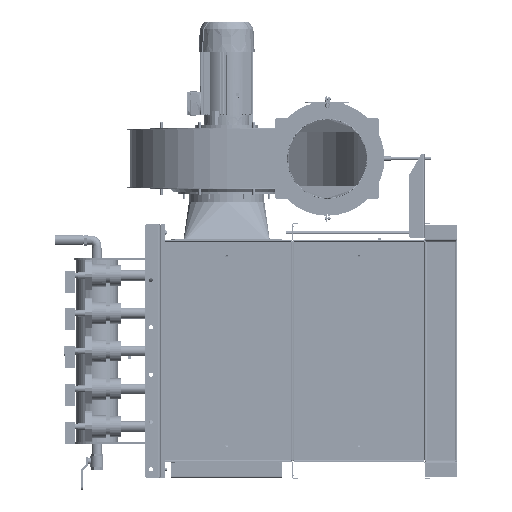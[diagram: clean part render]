
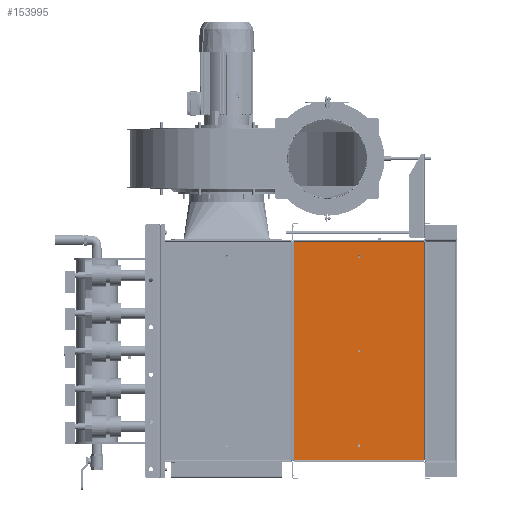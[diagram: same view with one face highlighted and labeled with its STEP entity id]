
A CAD part, left-side view. The second image highlights one B-rep face of the part: STEP entity #153995.
In plain terms, the highlighted face is planar.
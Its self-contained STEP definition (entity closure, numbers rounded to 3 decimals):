
#1402 = ORIENTED_EDGE ( 'NONE', *, *, #22561, .T. ) ;
#1802 = CARTESIAN_POINT ( 'NONE',  ( 0., 0., -4.5 ) ) ;
#3020 = ORIENTED_EDGE ( 'NONE', *, *, #21319, .T. ) ;
#4050 = DIRECTION ( 'NONE',  ( 0., -1., 0. ) ) ;
#4954 = ORIENTED_EDGE ( 'NONE', *, *, #135720, .F. ) ;
#6877 = ORIENTED_EDGE ( 'NONE', *, *, #130502, .T. ) ;
#8489 = VERTEX_POINT ( 'NONE', #150267 ) ;
#13015 = EDGE_CURVE ( 'NONE', #99237, #114843, #89368, .T. ) ;
#16316 = VECTOR ( 'NONE', #61947, 1000. ) ;
#16755 = DIRECTION ( 'NONE',  ( 0., 0., 1. ) ) ;
#17159 = CARTESIAN_POINT ( 'NONE',  ( 0., 0., 0. ) ) ;
#19206 = CIRCLE ( 'NONE', #27676, 4.5 ) ;
#19763 = CARTESIAN_POINT ( 'NONE',  ( 0., 210., -350. ) ) ;
#20198 = VERTEX_POINT ( 'NONE', #118129 ) ;
#21124 = AXIS2_PLACEMENT_3D ( 'NONE', #19763, #89571, #116922 ) ;
#21319 = EDGE_CURVE ( 'NONE', #8489, #106482, #58148, .T. ) ;
#22561 = EDGE_CURVE ( 'NONE', #138648, #138765, #111946, .T. ) ;
#26936 = VECTOR ( 'NONE', #16755, 1000. ) ;
#27676 = AXIS2_PLACEMENT_3D ( 'NONE', #60541, #72049, #4050 ) ;
#28446 = ORIENTED_EDGE ( 'NONE', *, *, #13015, .F. ) ;
#32924 = VERTEX_POINT ( 'NONE', #174050 ) ;
#33501 = CARTESIAN_POINT ( 'NONE',  ( 0., -205.6, -345.6 ) ) ;
#33755 = VERTEX_POINT ( 'NONE', #95836 ) ;
#34240 = DIRECTION ( 'NONE',  ( 0., 0., -1. ) ) ;
#35122 = VECTOR ( 'NONE', #34240, 1000. ) ;
#42414 = DIRECTION ( 'NONE',  ( 0., -1., 0. ) ) ;
#44190 = EDGE_CURVE ( 'NONE', #20198, #33755, #49475, .T. ) ;
#45636 = CARTESIAN_POINT ( 'NONE',  ( 0., 205.6, 345.6 ) ) ;
#47177 = PLANE ( 'NONE',  #21124 ) ;
#48894 = FACE_BOUND ( 'NONE', #83007, .T. ) ;
#49475 = LINE ( 'NONE', #118344, #98715 ) ;
#52205 = ORIENTED_EDGE ( 'NONE', *, *, #79109, .T. ) ;
#52352 = EDGE_LOOP ( 'NONE', ( #6877, #52205 ) ) ;
#55450 = CIRCLE ( 'NONE', #100544, 4.5 ) ;
#55481 = CARTESIAN_POINT ( 'NONE',  ( 0., -205.6, 345.6 ) ) ;
#55709 = CARTESIAN_POINT ( 'NONE',  ( 0., 0., 300. ) ) ;
#58148 = CIRCLE ( 'NONE', #139844, 4.5 ) ;
#60541 = CARTESIAN_POINT ( 'NONE',  ( 0., 0., -300. ) ) ;
#60594 = CARTESIAN_POINT ( 'NONE',  ( 0., 0., 295.5 ) ) ;
#61947 = DIRECTION ( 'NONE',  ( 0., 1., 0. ) ) ;
#66499 = CARTESIAN_POINT ( 'NONE',  ( 0., 0., 300. ) ) ;
#72049 = DIRECTION ( 'NONE',  ( -1., 0., 0. ) ) ;
#72384 = LINE ( 'NONE', #33501, #26936 ) ;
#73555 = AXIS2_PLACEMENT_3D ( 'NONE', #127411, #140674, #155645 ) ;
#73613 = DIRECTION ( 'NONE',  ( -1., 0., 0. ) ) ;
#73974 = LINE ( 'NONE', #118738, #35122 ) ;
#76482 = CARTESIAN_POINT ( 'NONE',  ( 0., 0., -295.5 ) ) ;
#77252 = EDGE_CURVE ( 'NONE', #138765, #138648, #85738, .T. ) ;
#79109 = EDGE_CURVE ( 'NONE', #32924, #102345, #19206, .T. ) ;
#79691 = DIRECTION ( 'NONE',  ( -1., 0., 0. ) ) ;
#80582 = DIRECTION ( 'NONE',  ( 0., -1., 0. ) ) ;
#83007 = EDGE_LOOP ( 'NONE', ( #1402, #109927 ) ) ;
#85738 = CIRCLE ( 'NONE', #156367, 4.5 ) ;
#89368 = LINE ( 'NONE', #91070, #16316 ) ;
#89571 = DIRECTION ( 'NONE',  ( -1., 0., 0. ) ) ;
#91070 = CARTESIAN_POINT ( 'NONE',  ( 0., -210., 345.6 ) ) ;
#92961 = CARTESIAN_POINT ( 'NONE',  ( 0., 0., 0. ) ) ;
#95836 = CARTESIAN_POINT ( 'NONE',  ( 0., -205.6, -345.6 ) ) ;
#98715 = VECTOR ( 'NONE', #143972, 1000. ) ;
#99237 = VERTEX_POINT ( 'NONE', #55481 ) ;
#100105 = DIRECTION ( 'NONE',  ( 0., -1., 0. ) ) ;
#100544 = AXIS2_PLACEMENT_3D ( 'NONE', #17159, #73613, #100105 ) ;
#102345 = VERTEX_POINT ( 'NONE', #76482 ) ;
#106482 = VERTEX_POINT ( 'NONE', #1802 ) ;
#109576 = DIRECTION ( 'NONE',  ( -1., 0., 0. ) ) ;
#109927 = ORIENTED_EDGE ( 'NONE', *, *, #77252, .T. ) ;
#110806 = FACE_BOUND ( 'NONE', #114145, .T. ) ;
#111946 = CIRCLE ( 'NONE', #117655, 4.5 ) ;
#114145 = EDGE_LOOP ( 'NONE', ( #3020, #133881 ) ) ;
#114843 = VERTEX_POINT ( 'NONE', #45636 ) ;
#116029 = FACE_OUTER_BOUND ( 'NONE', #157035, .T. ) ;
#116922 = DIRECTION ( 'NONE',  ( 0., -1., 0. ) ) ;
#117655 = AXIS2_PLACEMENT_3D ( 'NONE', #66499, #162751, #120416 ) ;
#118129 = CARTESIAN_POINT ( 'NONE',  ( 0., 205.6, -345.6 ) ) ;
#118344 = CARTESIAN_POINT ( 'NONE',  ( 0., 210., -345.6 ) ) ;
#118738 = CARTESIAN_POINT ( 'NONE',  ( 0., 205.6, 345.6 ) ) ;
#120416 = DIRECTION ( 'NONE',  ( 0., -1., 0. ) ) ;
#124780 = EDGE_CURVE ( 'NONE', #33755, #99237, #72384, .T. ) ;
#127411 = CARTESIAN_POINT ( 'NONE',  ( 0., 0., -300. ) ) ;
#127849 = ORIENTED_EDGE ( 'NONE', *, *, #124780, .F. ) ;
#130502 = EDGE_CURVE ( 'NONE', #102345, #32924, #149742, .T. ) ;
#133881 = ORIENTED_EDGE ( 'NONE', *, *, #162671, .T. ) ;
#135720 = EDGE_CURVE ( 'NONE', #114843, #20198, #73974, .T. ) ;
#138648 = VERTEX_POINT ( 'NONE', #154241 ) ;
#138765 = VERTEX_POINT ( 'NONE', #60594 ) ;
#139844 = AXIS2_PLACEMENT_3D ( 'NONE', #92961, #79691, #80582 ) ;
#140674 = DIRECTION ( 'NONE',  ( -1., 0., 0. ) ) ;
#143972 = DIRECTION ( 'NONE',  ( 0., -1., 0. ) ) ;
#144276 = FACE_BOUND ( 'NONE', #52352, .T. ) ;
#149742 = CIRCLE ( 'NONE', #73555, 4.5 ) ;
#150267 = CARTESIAN_POINT ( 'NONE',  ( 0., 0., 4.5 ) ) ;
#152108 = ORIENTED_EDGE ( 'NONE', *, *, #44190, .F. ) ;
#153995 = ADVANCED_FACE ( 'NONE', ( #110806, #48894, #116029, #144276 ), #47177, .F. ) ;
#154241 = CARTESIAN_POINT ( 'NONE',  ( 0., 0., 304.5 ) ) ;
#155645 = DIRECTION ( 'NONE',  ( 0., -1., 0. ) ) ;
#156367 = AXIS2_PLACEMENT_3D ( 'NONE', #55709, #109576, #42414 ) ;
#157035 = EDGE_LOOP ( 'NONE', ( #4954, #28446, #127849, #152108 ) ) ;
#162671 = EDGE_CURVE ( 'NONE', #106482, #8489, #55450, .T. ) ;
#162751 = DIRECTION ( 'NONE',  ( -1., 0., 0. ) ) ;
#174050 = CARTESIAN_POINT ( 'NONE',  ( 0., 0., -304.5 ) ) ;
